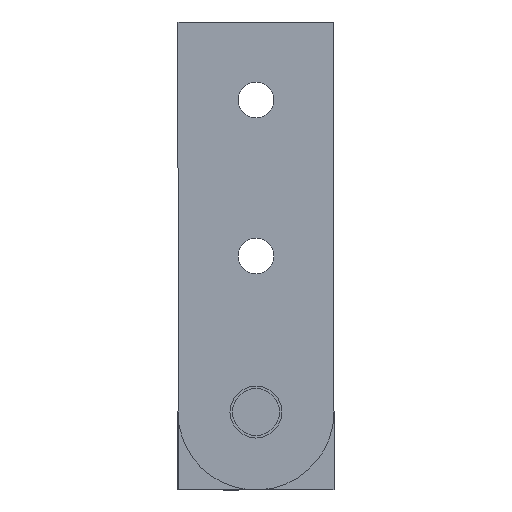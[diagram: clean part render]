
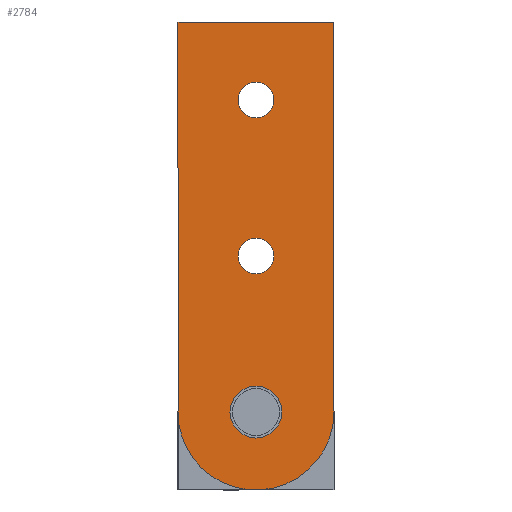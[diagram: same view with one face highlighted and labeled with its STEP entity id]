
A CAD part, left-side view. The second image highlights one B-rep face of the part: STEP entity #2784.
In plain terms, the highlighted planar face has unit normal (-1, 0, 0).
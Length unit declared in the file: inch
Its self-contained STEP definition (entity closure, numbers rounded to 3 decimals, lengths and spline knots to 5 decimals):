
#2410=CARTESIAN_POINT('',(-0.998,0.53033,0.21967));
#2411=VERTEX_POINT('',#2410);
#2427=CARTESIAN_POINT('',(-0.998,-0.75,0.75));
#2428=VERTEX_POINT('',#2427);
#2435=CARTESIAN_POINT('',(-0.998,0.,0.75));
#2436=DIRECTION('',(1.0,0.,0.));
#2437=DIRECTION('',(0.,0.707,-0.707));
#2438=AXIS2_PLACEMENT_3D('',#2435,#2436,#2437);
#2439=CIRCLE('',#2438,0.75);
#2440=EDGE_CURVE('',#2428,#2411,#2439,.T.);
#2450=CARTESIAN_POINT('',(-0.998,-0.25,0.75));
#2451=VERTEX_POINT('',#2450);
#2460=CARTESIAN_POINT('',(-0.998,0.25,0.75));
#2461=VERTEX_POINT('',#2460);
#2462=CARTESIAN_POINT('',(-0.998,0.,0.75));
#2463=DIRECTION('',(1.0,0.0,0.0));
#2464=DIRECTION('',(0.0,-1.0,0.0));
#2465=AXIS2_PLACEMENT_3D('',#2462,#2463,#2464);
#2466=CIRCLE('',#2465,0.25);
#2467=EDGE_CURVE('',#2461,#2451,#2466,.T.);
#2492=CARTESIAN_POINT('',(-0.998,-0.171,3.75));
#2493=VERTEX_POINT('',#2492);
#2502=CARTESIAN_POINT('',(-0.998,0.171,3.75));
#2503=VERTEX_POINT('',#2502);
#2504=CARTESIAN_POINT('',(-0.998,0.,3.75));
#2505=DIRECTION('',(1.0,0.0,0.0));
#2506=DIRECTION('',(0.0,-1.0,0.0));
#2507=AXIS2_PLACEMENT_3D('',#2504,#2505,#2506);
#2508=CIRCLE('',#2507,0.171);
#2509=EDGE_CURVE('',#2503,#2493,#2508,.T.);
#2534=CARTESIAN_POINT('',(-0.998,-0.171,2.25));
#2535=VERTEX_POINT('',#2534);
#2544=CARTESIAN_POINT('',(-0.998,0.171,2.25));
#2545=VERTEX_POINT('',#2544);
#2546=CARTESIAN_POINT('',(-0.998,0.,2.25));
#2547=DIRECTION('',(1.0,0.0,0.0));
#2548=DIRECTION('',(0.0,-1.0,0.0));
#2549=AXIS2_PLACEMENT_3D('',#2546,#2547,#2548);
#2550=CIRCLE('',#2549,0.171);
#2551=EDGE_CURVE('',#2545,#2535,#2550,.T.);
#2585=CARTESIAN_POINT('',(-0.998,0.,2.25));
#2586=DIRECTION('',(1.0,0.0,0.0));
#2587=DIRECTION('',(0.0,-1.0,0.0));
#2588=AXIS2_PLACEMENT_3D('',#2585,#2586,#2587);
#2589=CIRCLE('',#2588,0.171);
#2590=EDGE_CURVE('',#2535,#2545,#2589,.T.);
#2609=CARTESIAN_POINT('',(-0.998,0.,3.75));
#2610=DIRECTION('',(1.0,0.0,0.0));
#2611=DIRECTION('',(0.0,-1.0,0.0));
#2612=AXIS2_PLACEMENT_3D('',#2609,#2610,#2611);
#2613=CIRCLE('',#2612,0.171);
#2614=EDGE_CURVE('',#2493,#2503,#2613,.T.);
#2633=CARTESIAN_POINT('',(-0.998,0.,0.75));
#2634=DIRECTION('',(1.0,0.0,0.0));
#2635=DIRECTION('',(0.0,-1.0,0.0));
#2636=AXIS2_PLACEMENT_3D('',#2633,#2634,#2635);
#2637=CIRCLE('',#2636,0.25);
#2638=EDGE_CURVE('',#2451,#2461,#2637,.T.);
#2648=CARTESIAN_POINT('',(-0.998,-0.75,4.5));
#2649=VERTEX_POINT('',#2648);
#2650=CARTESIAN_POINT('',(-0.998,-0.75,4.5));
#2651=DIRECTION('',(0.0,0.0,-1.0));
#2652=VECTOR('',#2651,3.75);
#2653=LINE('',#2650,#2652);
#2654=EDGE_CURVE('',#2649,#2428,#2653,.T.);
#2680=CARTESIAN_POINT('',(-0.998,0.75,0.75));
#2681=VERTEX_POINT('',#2680);
#2682=CARTESIAN_POINT('',(-0.998,0.,0.75));
#2683=DIRECTION('',(1.0,0.,0.));
#2684=DIRECTION('',(0.,0.707,-0.707));
#2685=AXIS2_PLACEMENT_3D('',#2682,#2683,#2684);
#2686=CIRCLE('',#2685,0.75);
#2687=EDGE_CURVE('',#2411,#2681,#2686,.T.);
#2712=CARTESIAN_POINT('',(-0.998,0.75,4.5));
#2713=VERTEX_POINT('',#2712);
#2714=CARTESIAN_POINT('',(-0.998,0.75,0.75));
#2715=DIRECTION('',(0.0,0.0,1.0));
#2716=VECTOR('',#2715,3.75);
#2717=LINE('',#2714,#2716);
#2718=EDGE_CURVE('',#2681,#2713,#2717,.T.);
#2743=CARTESIAN_POINT('',(-0.998,0.75,4.5));
#2744=DIRECTION('',(0.0,-1.0,0.0));
#2745=VECTOR('',#2744,1.5);
#2746=LINE('',#2743,#2745);
#2747=EDGE_CURVE('',#2713,#2649,#2746,.T.);
#2760=CARTESIAN_POINT('',(-0.998,-0.75,4.5));
#2761=DIRECTION('',(-1.0,0.0,0.0));
#2762=DIRECTION('',(0.0,1.0,0.0));
#2763=AXIS2_PLACEMENT_3D('',#2760,#2761,#2762);
#2764=PLANE('',#2763);
#2765=ORIENTED_EDGE('',*,*,#2654,.F.);
#2766=ORIENTED_EDGE('',*,*,#2747,.F.);
#2767=ORIENTED_EDGE('',*,*,#2718,.F.);
#2768=ORIENTED_EDGE('',*,*,#2687,.F.);
#2769=ORIENTED_EDGE('',*,*,#2440,.F.);
#2770=EDGE_LOOP('',(#2765,#2766,#2767,#2768,#2769));
#2771=FACE_OUTER_BOUND('',#2770,.T.);
#2772=ORIENTED_EDGE('',*,*,#2590,.T.);
#2773=ORIENTED_EDGE('',*,*,#2551,.T.);
#2774=EDGE_LOOP('',(#2772,#2773));
#2775=FACE_BOUND('',#2774,.T.);
#2776=ORIENTED_EDGE('',*,*,#2614,.T.);
#2777=ORIENTED_EDGE('',*,*,#2509,.T.);
#2778=EDGE_LOOP('',(#2776,#2777));
#2779=FACE_BOUND('',#2778,.T.);
#2780=ORIENTED_EDGE('',*,*,#2638,.T.);
#2781=ORIENTED_EDGE('',*,*,#2467,.T.);
#2782=EDGE_LOOP('',(#2780,#2781));
#2783=FACE_BOUND('',#2782,.T.);
#2784=ADVANCED_FACE('',(#2771,#2775,#2779,#2783),#2764,.T.);
